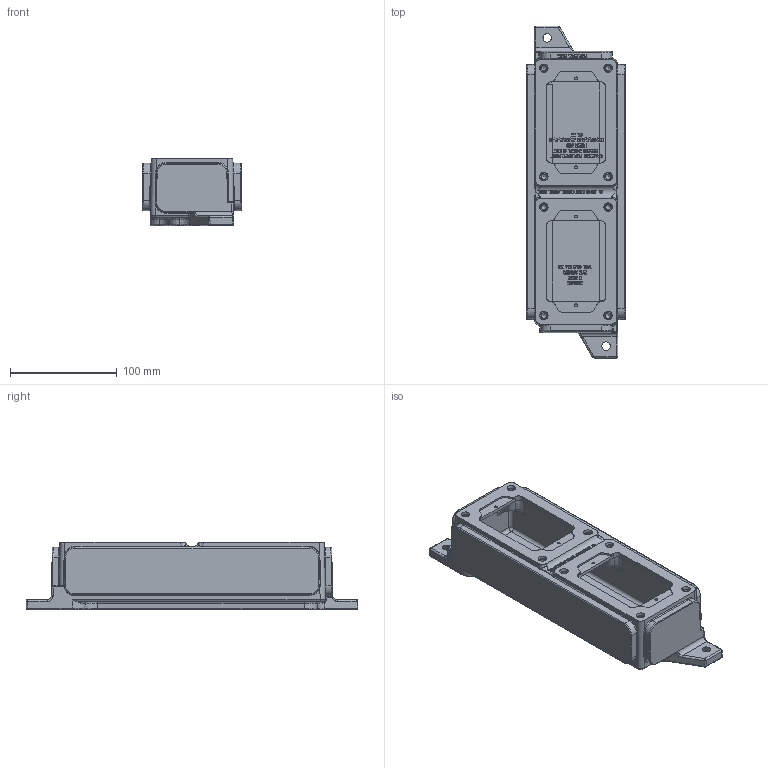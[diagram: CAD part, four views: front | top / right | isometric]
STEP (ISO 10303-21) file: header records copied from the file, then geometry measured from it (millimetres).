
FILE_DESCRIPTION(/* description */ ('SWB-17 BOX AS MACHINED'),/* implementation_level */ '2;1');
FILE_NAME(/* name */ 'KIL_SWB-17.stp',/* time_stamp */ '2017-05-02T20:29:32+06:00',/* author */ ('ypadmaraja'),/* organization */ (''),/* preprocessor_version */ 'ST-DEVELOPER v16.1',/* originating_system */ 'Autodesk Inventor 2016',/* authorisation */ '');
FILE_SCHEMA (('AUTOMOTIVE_DESIGN { 1 0 10303 214 3 1 1 }'));
Products named in the file (1): SWB-17
Bounding box: 93.6 x 311.15 x 63.5 mm (x, y, z)
Volume: 631889.2 mm3; surface area: 139959.3 mm2
Topology: 1 solids, 1 shells, 2541 faces, 6812 edges, 4426 vertices
Faces by surface type: plane 1180, bspline 1100, cylinder 204, cone 26, torus 16, sphere 15
Full cylindrical faces by diameter (mm): 2.642 x4, 4.978 x10
Entity records: 92924 total; most frequent: CARTESIAN_POINT 36653, ORIENTED_EDGE 13444, DIRECTION 8232, EDGE_CURVE 6722, VERTEX_POINT 4402, LINE 3962, VECTOR 3962, EDGE_LOOP 2774
